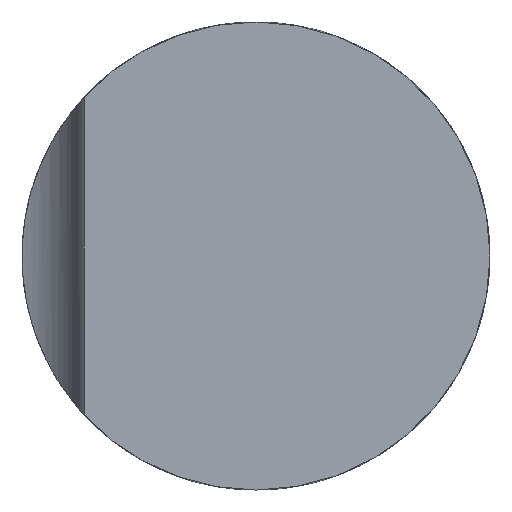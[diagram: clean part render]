
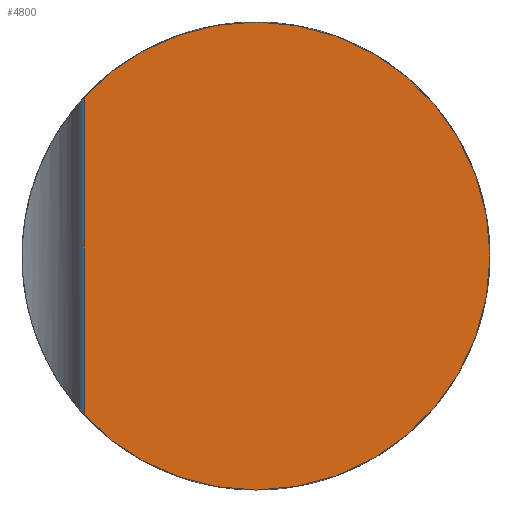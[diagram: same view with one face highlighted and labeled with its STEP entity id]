
A CAD part, left-side view. The second image highlights one B-rep face of the part: STEP entity #4800.
In plain terms, the highlighted planar face has unit normal (-1, 0, 0).
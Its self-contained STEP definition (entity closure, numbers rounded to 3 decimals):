
#357 = DIRECTION ( 'NONE',  ( 1., 0., 0. ) ) ;
#620 = EDGE_CURVE ( 'NONE', #3310, #5174, #1144, .T. ) ;
#949 = CARTESIAN_POINT ( 'NONE',  ( -20.646, 0., 0. ) ) ;
#1027 = EDGE_CURVE ( 'NONE', #6251, #3310, #2165, .T. ) ;
#1081 = CARTESIAN_POINT ( 'NONE',  ( -20.646, 0., -5.15 ) ) ;
#1144 = CIRCLE ( 'NONE', #6495, 5.15 ) ;
#1310 = DIRECTION ( 'NONE',  ( 0., 0., -1. ) ) ;
#1346 = CARTESIAN_POINT ( 'NONE',  ( -20.646, 0., 0. ) ) ;
#1423 = DIRECTION ( 'NONE',  ( 1., 0., 0. ) ) ;
#1707 = ORIENTED_EDGE ( 'NONE', *, *, #3814, .F. ) ;
#1750 = CARTESIAN_POINT ( 'NONE',  ( -20.646, 0., 5.15 ) ) ;
#1783 = ORIENTED_EDGE ( 'NONE', *, *, #620, .F. ) ;
#1995 = CARTESIAN_POINT ( 'NONE',  ( -20.646, 3.778, -3.5 ) ) ;
#2087 = DIRECTION ( 'NONE',  ( 0., 0., -1. ) ) ;
#2165 = LINE ( 'NONE', #2747, #6361 ) ;
#2186 = FACE_OUTER_BOUND ( 'NONE', #7508, .T. ) ;
#2522 = CARTESIAN_POINT ( 'NONE',  ( -20.646, 0., 0. ) ) ;
#2747 = CARTESIAN_POINT ( 'NONE',  ( -20.646, 3.778, -3.5 ) ) ;
#2759 = EDGE_CURVE ( 'NONE', #5174, #5704, #6245, .T. ) ;
#2888 = AXIS2_PLACEMENT_3D ( 'NONE', #2522, #1423, #6217 ) ;
#3284 = CARTESIAN_POINT ( 'NONE',  ( -20.646, 3.778, 3.5 ) ) ;
#3310 = VERTEX_POINT ( 'NONE', #3284 ) ;
#3333 = CARTESIAN_POINT ( 'NONE',  ( -20.646, 0., 0. ) ) ;
#3532 = AXIS2_PLACEMENT_3D ( 'NONE', #1346, #3664, #1310 ) ;
#3664 = DIRECTION ( 'NONE',  ( 1., 0., 0. ) ) ;
#3814 = EDGE_CURVE ( 'NONE', #5704, #6251, #5265, .T. ) ;
#4393 = AXIS2_PLACEMENT_3D ( 'NONE', #3333, #357, #4994 ) ;
#4800 = ADVANCED_FACE ( 'NONE', ( #2186 ), #6781, .F. ) ;
#4994 = DIRECTION ( 'NONE',  ( 0., 0., -1. ) ) ;
#5174 = VERTEX_POINT ( 'NONE', #1750 ) ;
#5265 = CIRCLE ( 'NONE', #3532, 5.15 ) ;
#5704 = VERTEX_POINT ( 'NONE', #1081 ) ;
#6217 = DIRECTION ( 'NONE',  ( 0., 0., -1. ) ) ;
#6245 = CIRCLE ( 'NONE', #2888, 5.15 ) ;
#6251 = VERTEX_POINT ( 'NONE', #1995 ) ;
#6253 = DIRECTION ( 'NONE',  ( 0., 0., 1. ) ) ;
#6361 = VECTOR ( 'NONE', #6253, 1000. ) ;
#6495 = AXIS2_PLACEMENT_3D ( 'NONE', #949, #7435, #2087 ) ;
#6550 = ORIENTED_EDGE ( 'NONE', *, *, #2759, .F. ) ;
#6781 = PLANE ( 'NONE',  #4393 ) ;
#6809 = ORIENTED_EDGE ( 'NONE', *, *, #1027, .F. ) ;
#7435 = DIRECTION ( 'NONE',  ( 1., 0., 0. ) ) ;
#7508 = EDGE_LOOP ( 'NONE', ( #1783, #6809, #1707, #6550 ) ) ;
